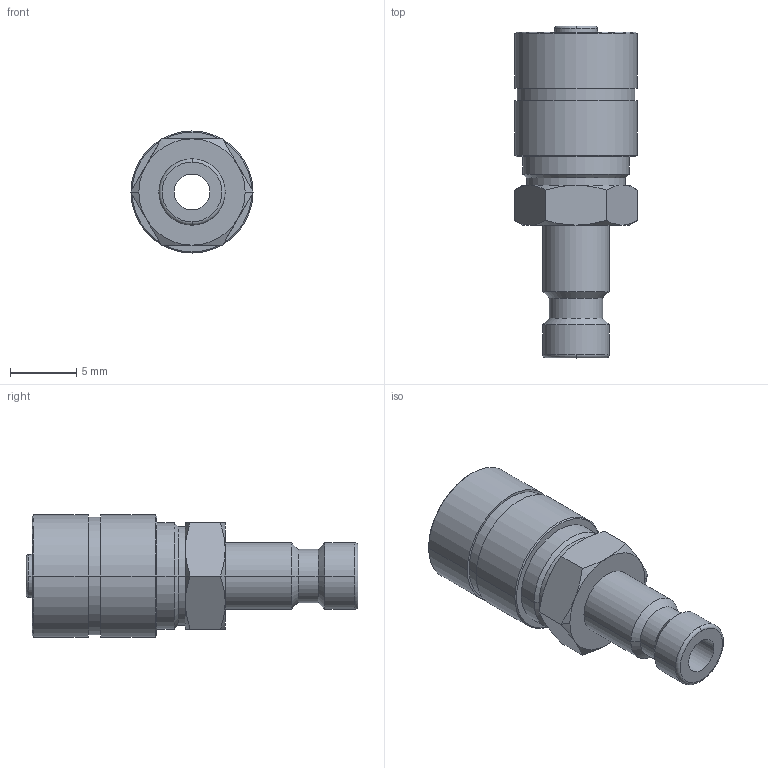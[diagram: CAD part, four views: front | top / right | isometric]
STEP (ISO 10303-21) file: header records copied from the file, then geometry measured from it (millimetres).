
FILE_DESCRIPTION(('STEP AP214'),'1');
FILE_NAME('ESMCE_4_SQ.stp','2020-08-17T11:37:28',('TraceParts'),('TraceParts S.A.'),'Spatial InterOp 3D',' ',' ');
FILE_SCHEMA(('AUTOMOTIVE_DESIGN { 1 0 10303 214 1 1 1 1 }'));
Length unit declared in the file: millimetre
Products named in the file (1): ESMCE_4_SQ
Bounding box: 9.24 x 25 x 9.2 mm (x, y, z)
Volume: 929.4 mm3; surface area: 920.2 mm2
Topology: 1 solids, 1 shells, 64 faces, 138 edges, 82 vertices
Faces by surface type: cone 26, cylinder 20, plane 14, torus 4
Entity records: 2292 total; most frequent: CARTESIAN_POINT 381, DIRECTION 318, ORIENTED_EDGE 276, AXIS2_PLACEMENT_3D 139, EDGE_CURVE 138, VERTEX_POINT 82, CIRCLE 74, EDGE_LOOP 72
